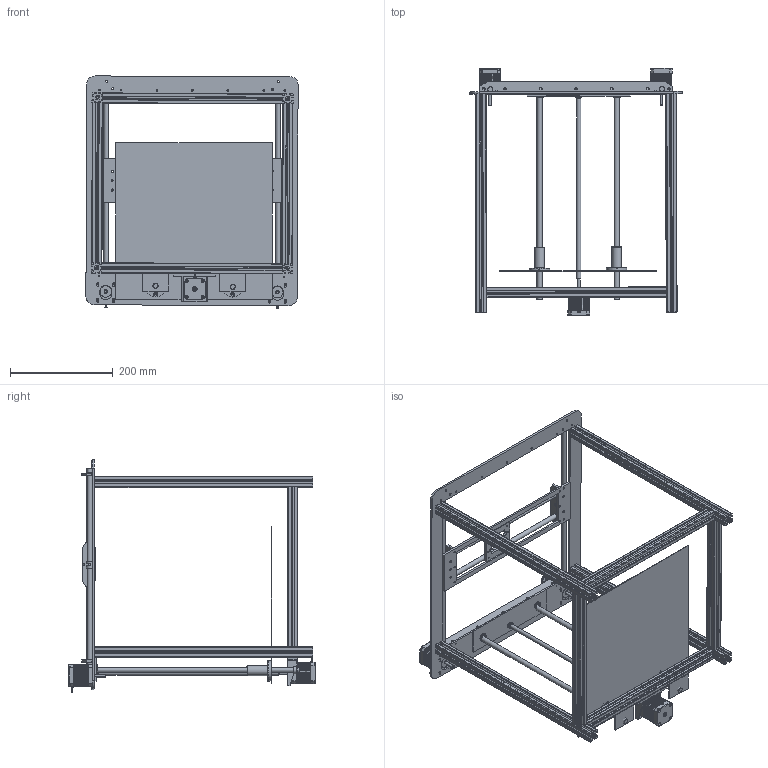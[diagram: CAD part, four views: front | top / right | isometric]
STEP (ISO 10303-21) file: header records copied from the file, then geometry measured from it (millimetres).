
FILE_DESCRIPTION(/* description */ (''),/* implementation_level */ '2;1');
FILE_NAME(/* name */ '300 mm core xy.stp',/* time_stamp */ '2014-10-11T20:30:54-07:00',/* author */ ('Mon'),/* organization */ (''),/* preprocessor_version */ 'ST-DEVELOPER v15.2',/* originating_system */ 'Autodesk Inventor 2014',/* authorisation */ '');
FILE_SCHEMA (('AUTOMOTIVE_DESIGN { 1 0 10303 214 3 1 1 }'));
Length unit declared in the file: millimetre
Products named in the file (21): 300 mm top plate; 2020 extrusion Y cross big machine; 2020 extrusion big machine leg; 2020 extrusion X cross big machine; M1173041- NEMA 17; TR8x1.25 x 450 mm; LHFRD10; PSFG10_400; 300 mm core xy gantry; 300 mm core xy mount; z motor mount; prototype build plate small; z smooth rod mount; z rods top bracket; acrylic Y bracket; y rod; x and y bushing; acrylic x bushing bracket; x rod; acrylic X bracket; 300 mm core xy
Bounding box: 413.01 x 481.66 x 451.76 mm (x, y, z)
Volume: 1589414.2 mm3; surface area: 1115141.2 mm2
Topology: 41 solids, 41 shells, 4539 faces, 11210 edges, 6923 vertices
Faces by surface type: plane 3963, cylinder 489, sphere 48, torus 17, bspline 12, cone 10
Full cylindrical faces by diameter (mm): 1.2 x6, 1.75 x8, 2 x7, 3 x12, 3.2 x20, 4 x8, 4.2 x16, 4.5 x8, 5 x6, 6 x20, 7 x3, 7.5 x8, 8 x2, 9.525 x10, 10 x9, 12 x3, 12.7 x6, 14 x4, 18.4 x2, 19 x2, 22 x4, 40 x2
Entity records: 52195 total; most frequent: CARTESIAN_POINT 9090, ORIENTED_EDGE 8434, DIRECTION 8295, EDGE_CURVE 4214, LINE 3679, VECTOR 3679, VERTEX_POINT 2708, AXIS2_PLACEMENT_3D 2308
